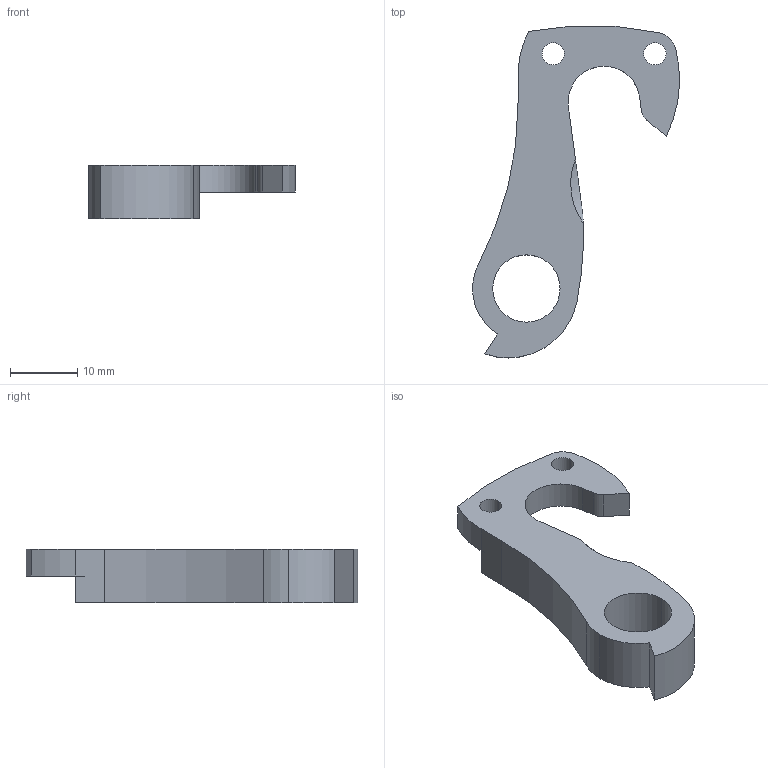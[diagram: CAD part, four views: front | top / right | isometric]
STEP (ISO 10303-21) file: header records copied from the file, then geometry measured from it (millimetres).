
FILE_DESCRIPTION (( 'STEP AP214' ), '1' );
FILE_NAME ('DR4121.STEP', '2019-02-13T21:04:04', ( 'JeffCAD' ), ( 'Microsoft' ), 'SwSTEP 2.0', 'SolidWorks 2018', '' );
FILE_SCHEMA (( 'AUTOMOTIVE_DESIGN' ));
Length unit declared in the file: inch
Products named in the file (1): DR4121
Bounding box: 30.72 x 49.28 x 8 mm (x, y, z)
Volume: 3537.7 mm3; surface area: 2495.5 mm2
Topology: 1 solids, 1 shells, 31 faces, 86 edges, 57 vertices
Faces by surface type: cylinder 20, plane 8, cone 3
Entity records: 1089 total; most frequent: CARTESIAN_POINT 209, DIRECTION 187, ORIENTED_EDGE 172, EDGE_CURVE 86, AXIS2_PLACEMENT_3D 75, VERTEX_POINT 57, CIRCLE 43, EDGE_LOOP 37
